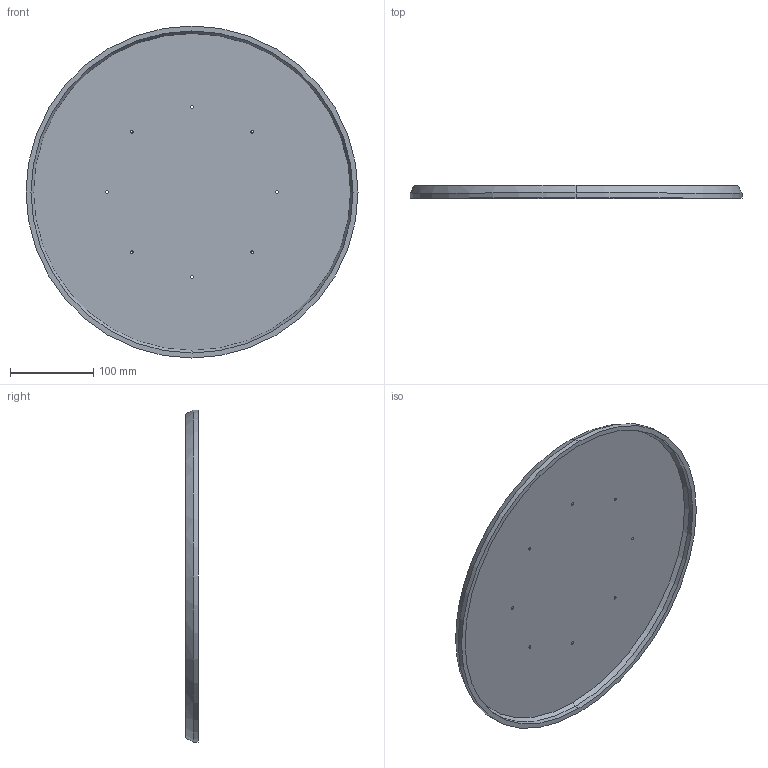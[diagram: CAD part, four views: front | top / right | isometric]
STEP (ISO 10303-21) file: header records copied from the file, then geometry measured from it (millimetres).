
FILE_DESCRIPTION(('CATIA V5 STEP Exchange'),'2;1');
FILE_NAME('BF-PLATEAU SUPPERIEUR.stp','2021-04-06T12:14:00+00:00',('none'),('none'),'CATIA Version 5 Release 20 GA (IN-10)','CATIA V5 STEP AP203','none');
FILE_SCHEMA(('CONFIG_CONTROL_DESIGN'));
Length unit declared in the file: millimetre
Products named in the file (1): BF-PLATEAU SUPPERIEUR
Bounding box: 400 x 15 x 400 mm (x, y, z)
Volume: 564999.1 mm3; surface area: 276322.2 mm2
Topology: 1 solids, 1 shells, 43 faces, 100 edges, 60 vertices
Faces by surface type: cone 20, cylinder 20, plane 3
Entity records: 1542 total; most frequent: CARTESIAN_POINT 530, ORIENTED_EDGE 200, DIRECTION 170, EDGE_CURVE 100, AXIS2_PLACEMENT_3D 88, EDGE_LOOP 60, VERTEX_POINT 60, CIRCLE 44
